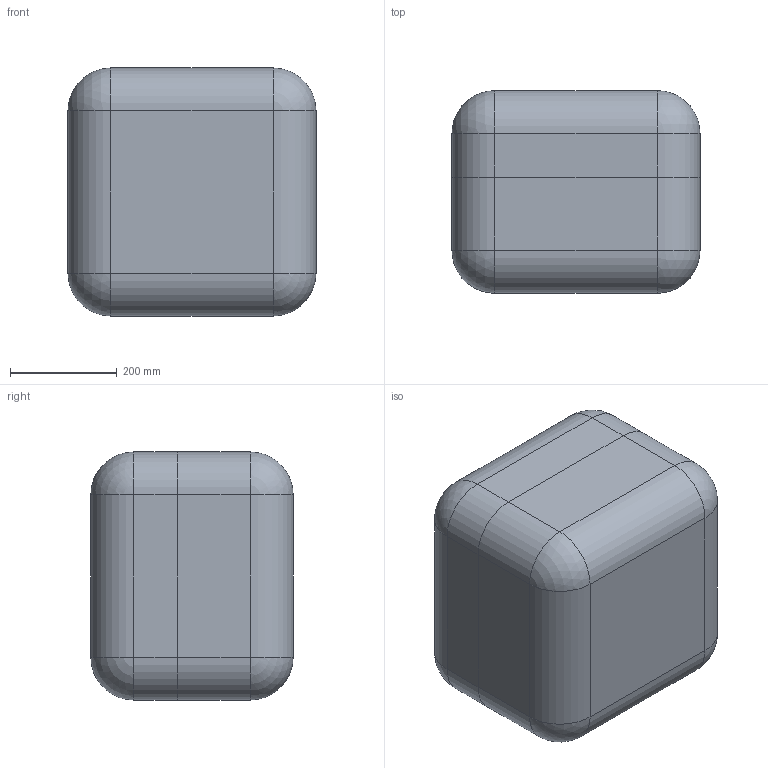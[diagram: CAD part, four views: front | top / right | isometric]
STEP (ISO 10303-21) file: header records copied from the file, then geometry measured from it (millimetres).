
FILE_DESCRIPTION (( 'STEP AP214' ), '1' );
FILE_NAME ('Òðàíñïîðòíûé êîíòåéíåð ÀÄÌÈÐÀË® ÏÐÎÔÅÑÑÈÎÍÀËÜÍÛÅ 279_óïðîùåííàÿ 3D-ìîäåëü.STEP', '2025-09-16T07:11:13', ( '' ), ( '' ), 'SwSTEP 2.0', 'SolidWorks 2021', '' );
FILE_SCHEMA (( 'AUTOMOTIVE_DESIGN' ));
Length unit declared in the file: millimetre
Products named in the file (3): Base 280 (óïð.); Lid_8 (óïð.); Òðàíñïîðòíûé êîíòåéíåð ÀÄÌÈÐÀË® ÏÐÎÔÅÑÑÈÎÍÀËÜÍÛÅ 279_óïðîùåííàÿ 3D-ìîäåëü
Assembly tree (2 placements, depth 2):
  Òðàíñïîðòíûé êîíòåéíåð ÀÄÌÈÐÀË® ÏÐÎÔÅÑÑÈÎÍÀËÜÍÛÅ 279_óïðîùåííàÿ 3D-ìîäåëü
    Base 280 (óïð.)
    Lid_8 (óïð.)
Bounding box: 463.86 x 378.42 x 463.86 mm (x, y, z)
Volume: 40905498.2 mm3; surface area: 2223511.5 mm2
Topology: 2 solids, 2 shells, 821 faces, 1982 edges, 1138 vertices
Faces by surface type: cylinder 329, plane 190, bspline 144, torus 98, cone 36, sphere 24
Entity records: 39699 total; most frequent: CARTESIAN_POINT 21487, ORIENTED_EDGE 3892, DIRECTION 3782, EDGE_CURVE 1946, AXIS2_PLACEMENT_3D 1476, VERTEX_POINT 1138, EDGE_LOOP 838, VECTOR 830
